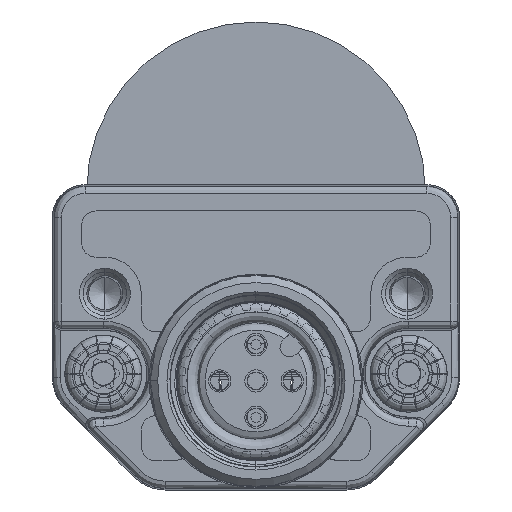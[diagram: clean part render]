
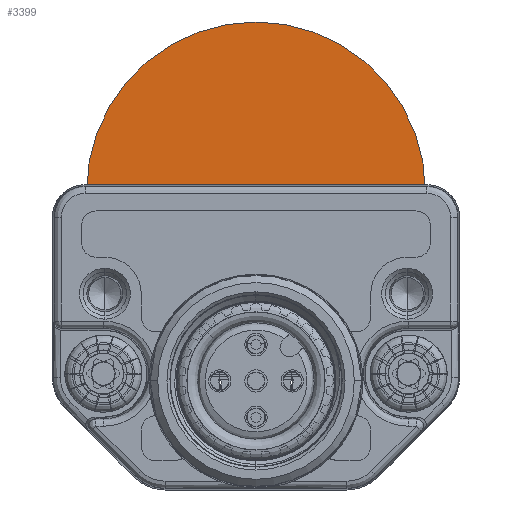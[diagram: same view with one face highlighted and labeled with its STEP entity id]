
A CAD part, left-side view. The second image highlights one B-rep face of the part: STEP entity #3399.
In plain terms, the highlighted face is planar.
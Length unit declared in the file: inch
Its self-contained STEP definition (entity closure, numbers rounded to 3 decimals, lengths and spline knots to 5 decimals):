
#3283=DIRECTION('',(1.,0.,0.));
#3284=VECTOR('',#3283,23.3);
#3285=CARTESIAN_POINT('',(-11.65,0.,708.5));
#3286=LINE('',#3285,#3284);
#3287=DIRECTION('',(0.,-1.,0.));
#3288=VECTOR('',#3287,1.5);
#3289=CARTESIAN_POINT('',(-11.65,1.5,708.5));
#3290=LINE('',#3289,#3288);
#3291=CARTESIAN_POINT('',(0.,1.5,708.5));
#3292=DIRECTION('',(0.,0.,1.));
#3293=DIRECTION('',(1.,0.,0.));
#3294=AXIS2_PLACEMENT_3D('',#3291,#3292,#3293);
#3296=DIRECTION('',(0.,1.,0.));
#3297=VECTOR('',#3296,1.5);
#3298=CARTESIAN_POINT('',(11.65,0.,708.5));
#3299=LINE('',#3298,#3297);
#3308=CARTESIAN_POINT('',(-11.65,0.,708.5));
#3309=CARTESIAN_POINT('',(11.65,0.,708.5));
#3310=VERTEX_POINT('',#3308);
#3311=VERTEX_POINT('',#3309);
#3312=CARTESIAN_POINT('',(11.65,1.5,708.5));
#3313=VERTEX_POINT('',#3312);
#3314=CARTESIAN_POINT('',(-11.65,1.5,708.5));
#3315=VERTEX_POINT('',#3314);
#3388=CARTESIAN_POINT('',(0.,0.,708.5));
#3389=DIRECTION('',(0.,0.,1.));
#3390=DIRECTION('',(1.,0.,0.));
#3391=AXIS2_PLACEMENT_3D('',#3388,#3389,#3390);
#3392=PLANE('',#3391);
#3393=ORIENTED_EDGE('',*,*,#3340,.F.);
#3394=ORIENTED_EDGE('',*,*,#3355,.F.);
#3395=ORIENTED_EDGE('',*,*,#3369,.F.);
#3396=ORIENTED_EDGE('',*,*,#3382,.F.);
#3397=EDGE_LOOP('',(#3393,#3394,#3395,#3396));
#3398=FACE_OUTER_BOUND('',#3397,.F.);
#3399=ADVANCED_FACE('',(#3398),#3392,.T.);
#3295=CIRCLE('',#3294,11.65);
#3340=EDGE_CURVE('',#3310,#3311,#3286,.T.);
#3355=EDGE_CURVE('',#3315,#3310,#3290,.T.);
#3369=EDGE_CURVE('',#3313,#3315,#3295,.T.);
#3382=EDGE_CURVE('',#3311,#3313,#3299,.T.);
